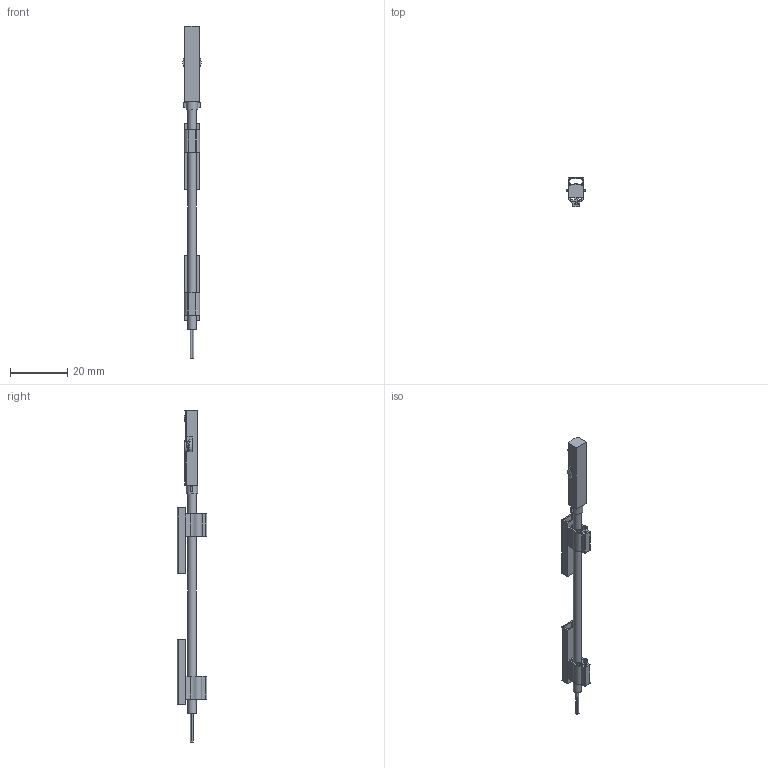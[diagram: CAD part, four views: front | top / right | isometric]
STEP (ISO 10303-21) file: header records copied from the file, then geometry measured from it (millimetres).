
FILE_DESCRIPTION(/* description */ ('STEP AP214'),/* implementation_level */ '2;1');
FILE_NAME(/* name */ '8138001_SMT-8M-A-NO-24V-E-75-OE',/* time_stamp */ '2024-09-15T08:32:38+02:00',/* author */ ('License CC BY-ND 4.0'),/* organization */ ('CADENAS'),/* preprocessor_version */ 'ST-DEVELOPER v19.3',/* originating_system */ 'PARTsolutions',/* authorisation */ ' ');
FILE_SCHEMA (('AUTOMOTIVE_DESIGN {1 0 10303 214 3 1 1}'));
Length unit declared in the file: millimetre
Products named in the file (3): 8138001 SMT-8M-A-NO-24V-E-7.5-OE; 574333 SMT-8M-A-0---OE---(part); 1247168 ASCF-M-23-S DM 2.1-3.4
Assembly tree (3 placements, depth 2):
  8138001 SMT-8M-A-NO-24V-E-7.5-OE
    574333 SMT-8M-A-0---OE---(part)
    1247168 ASCF-M-23-S DM 2.1-3.4  x2
Bounding box: 6.43 x 10.3 x 116.3 mm (x, y, z)
Volume: 1706.7 mm3; surface area: 3691.1 mm2
Topology: 3 solids, 3 shells, 245 faces, 661 edges, 439 vertices
Faces by surface type: plane 150, cylinder 94, cone 1
Full cylindrical faces by diameter (mm): 0.6 x3, 2.9 x1, 3.387 x1, 4 x2, 4.5 x1
Entity records: 6039 total; most frequent: DIRECTION 930, CARTESIAN_POINT 927, ORIENTED_EDGE 888, EDGE_CURVE 444, AXIS2_PLACEMENT_3D 313, LINE 304, VECTOR 304, VERTEX_POINT 300
